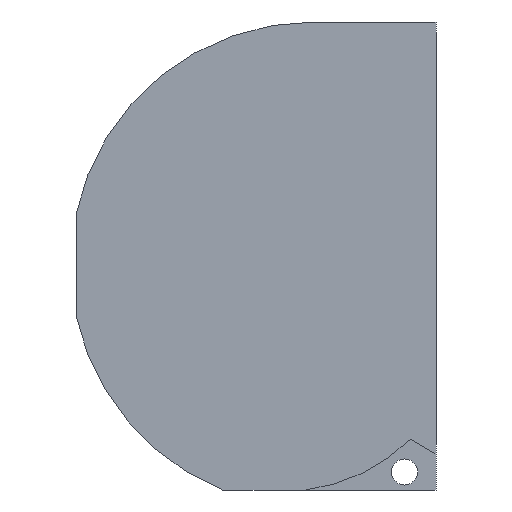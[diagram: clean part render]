
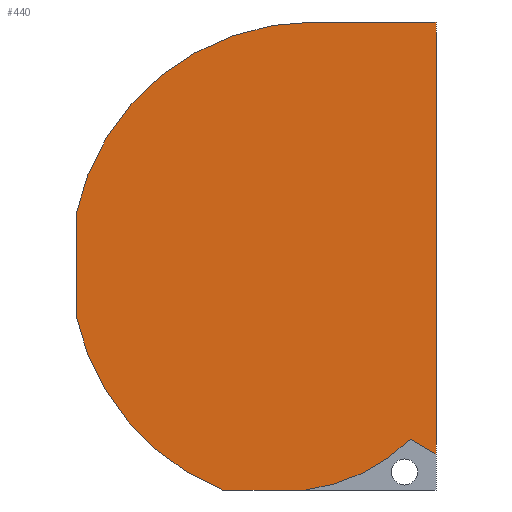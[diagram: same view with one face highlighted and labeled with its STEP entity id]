
A CAD part, front view. The second image highlights one B-rep face of the part: STEP entity #440.
In plain terms, the highlighted planar face has unit normal (0, -1, 0).
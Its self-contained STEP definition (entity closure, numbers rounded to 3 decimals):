
#31=LINE($,#657,#78);
#38=LINE($,#673,#85);
#47=LINE($,#691,#94);
#53=LINE($,#705,#100);
#59=LINE($,#724,#106);
#78=VECTOR($,#525,48.);
#85=VECTOR($,#538,9.2);
#94=VECTOR($,#557,3.292);
#100=VECTOR($,#573,13.614);
#106=VECTOR($,#599,11.244);
#123=PLANE($,#479);
#152=FACE_OUTER_BOUND($,#181,.T.);
#181=EDGE_LOOP($,(#400,#401,#402,#403,#404,#405,#406,#407));
#191=CIRCLE($,#462,20.156);
#192=CIRCLE($,#468,26.978);
#194=CIRCLE($,#476,26.978);
#217=VERTEX_POINT($,#654);
#218=VERTEX_POINT($,#656);
#223=VERTEX_POINT($,#670);
#224=VERTEX_POINT($,#672);
#227=VERTEX_POINT($,#683);
#230=VERTEX_POINT($,#699);
#231=VERTEX_POINT($,#701);
#234=VERTEX_POINT($,#717);
#260=EDGE_CURVE($,#217,#218,#31,.T.);
#268=EDGE_CURVE($,#223,#224,#38,.T.);
#275=EDGE_CURVE($,#223,#227,#191,.T.);
#278=EDGE_CURVE($,#227,#218,#47,.T.);
#284=EDGE_CURVE($,#230,#231,#192,.T.);
#285=EDGE_CURVE($,#230,#217,#53,.T.);
#290=EDGE_CURVE($,#234,#224,#194,.T.);
#293=EDGE_CURVE($,#234,#231,#59,.T.);
#400=ORIENTED_EDGE($,*,*,#290,.T.);
#401=ORIENTED_EDGE($,*,*,#268,.F.);
#402=ORIENTED_EDGE($,*,*,#275,.T.);
#403=ORIENTED_EDGE($,*,*,#278,.T.);
#404=ORIENTED_EDGE($,*,*,#260,.F.);
#405=ORIENTED_EDGE($,*,*,#285,.F.);
#406=ORIENTED_EDGE($,*,*,#284,.T.);
#407=ORIENTED_EDGE($,*,*,#293,.F.);
#440=ADVANCED_FACE($,(#152),#123,.F.);
#462=AXIS2_PLACEMENT_3D($,#685,#549,#550);
#468=AXIS2_PLACEMENT_3D($,#703,#569,#570);
#476=AXIS2_PLACEMENT_3D($,#718,#589,#590);
#479=AXIS2_PLACEMENT_3D($,#723,#597,#598);
#525=DIRECTION($,(0.,0.,-1.));
#538=DIRECTION($,(-1.,0.,0.));
#549=DIRECTION('center_axis',(0.,-1.,0.));
#550=DIRECTION('ref_axis',(-0.843,0.,0.537));
#557=DIRECTION($,(0.866,0.,-0.5));
#569=DIRECTION('center_axis',(0.,-1.,0.));
#570=DIRECTION('ref_axis',(0.978,0.,-0.208));
#573=DIRECTION($,(1.,0.,0.));
#589=DIRECTION('center_axis',(0.,-1.,0.));
#590=DIRECTION('ref_axis',(0.374,0.,0.927));
#597=DIRECTION('center_axis',(0.,1.,0.));
#598=DIRECTION('ref_axis',(0.,0.,1.));
#599=DIRECTION($,(0.,0.,1.));
#654=CARTESIAN_POINT('',(0.,0.,52.));
#656=CARTESIAN_POINT('',(0.,0.,4.));
#657=CARTESIAN_POINT($,(0.,0.,52.));
#670=CARTESIAN_POINT('',(-14.5,0.,0.));
#672=CARTESIAN_POINT('',(-23.7,0.,0.));
#673=CARTESIAN_POINT($,(0.,0.,0.));
#683=CARTESIAN_POINT('',(-2.851,0.,5.646));
#685=CARTESIAN_POINT('Origin',(-17.,0.,20.));
#691=CARTESIAN_POINT($,(-12.263,0.,11.08));
#699=CARTESIAN_POINT('',(-13.614,0.,52.));
#701=CARTESIAN_POINT('',(-40.,0.,30.644));
#703=CARTESIAN_POINT('Origin',(-13.614,0.,25.022));
#705=CARTESIAN_POINT($,(-40.,0.,52.));
#717=CARTESIAN_POINT('',(-40.,0.,19.4));
#718=CARTESIAN_POINT('Origin',(-13.614,0.,25.022));
#723=CARTESIAN_POINT('Origin',(-20.,0.,26.));
#724=CARTESIAN_POINT($,(-40.,0.,0.));
